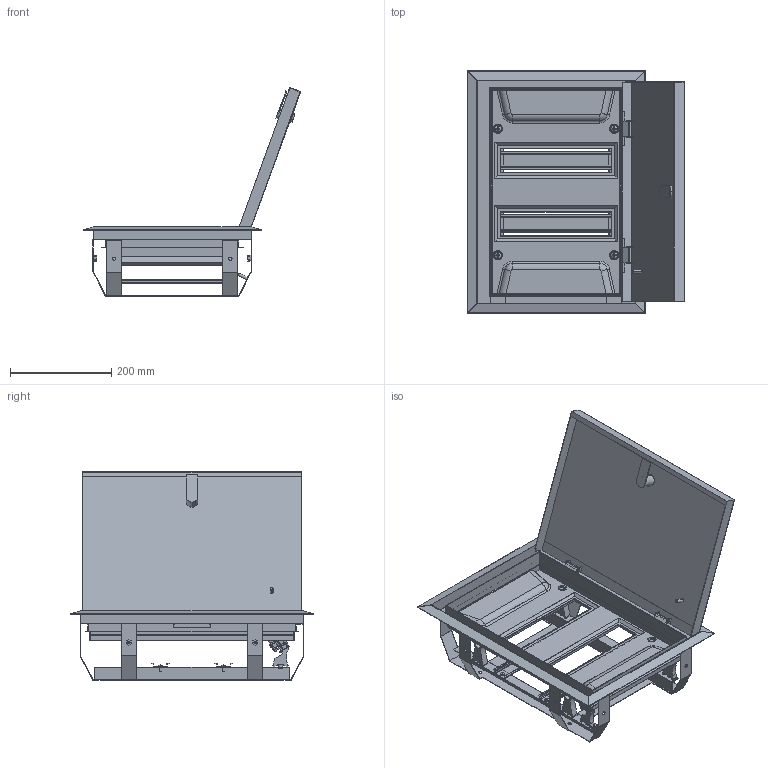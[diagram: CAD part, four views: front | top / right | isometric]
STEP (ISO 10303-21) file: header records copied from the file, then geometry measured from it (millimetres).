
FILE_DESCRIPTION (( 'STEP AP214' ), '1' );
FILE_NAME ('ShRV-24_Universal.STEP', '2016-10-11T07:13:16', ( 'user' ), ( '' ), 'SwSTEP 2.0', 'SolidWorks 2014', '' );
FILE_SCHEMA (( 'AUTOMOTIVE_DESIGN' ));
Length unit declared in the file: millimetre
Products named in the file (11): SC GOST 17473_gost_‚¨­â A.M5x10 ƒŽ‘’ 17473-80; Panel_24; Stoika pan; Stoika Shin_‘â®©ª  ¤«ï è¨­; Support; DIN-Reika_12 ｬｮ､罩･ｩ; Klipsa; Panel_ShRN-24; Dver_Universal_24; ShRV-24_Universal; Obolochka_Universal_24
Assembly tree (22 placements, depth 3):
  ShRV-24_Universal
    Obolochka_Universal_24
    Dver_Universal_24
    DIN-Reika_12 ｬｮ､罩･ｩ  x2
    Panel_24
      Panel_ShRN-24
      Klipsa  x4
      Stoika pan  x4
    SC GOST 17473_gost_‚¨­â A.M5x10 ƒŽ‘’ 17473-80  x4
    Stoika Shin_‘â®©ª  ¤«ï è¨­  x2
    Support  x2
Bounding box: 430.21 x 480 x 413.15 mm (x, y, z)
Volume: 759026.2 mm3; surface area: 1236549.7 mm2
Topology: 25 solids, 25 shells, 1545 faces, 4006 edges, 2510 vertices
Faces by surface type: plane 881, cylinder 340, bspline 146, torus 84, sphere 48, cone 46
Entity records: 27561 total; most frequent: CARTESIAN_POINT 5964, ORIENTED_EDGE 4454, DIRECTION 4244, EDGE_CURVE 2227, LINE 1570, VECTOR 1570, VERTEX_POINT 1431, AXIS2_PLACEMENT_3D 1337
